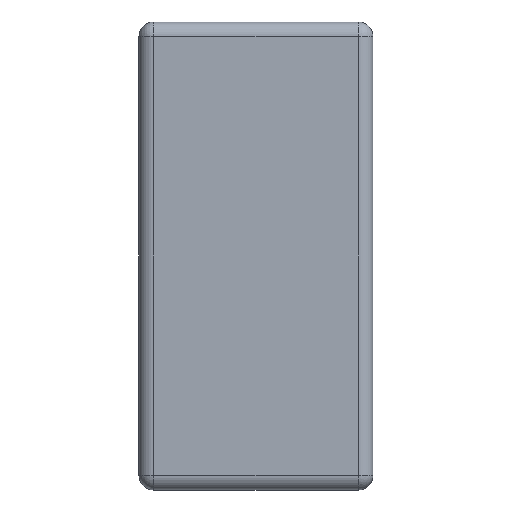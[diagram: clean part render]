
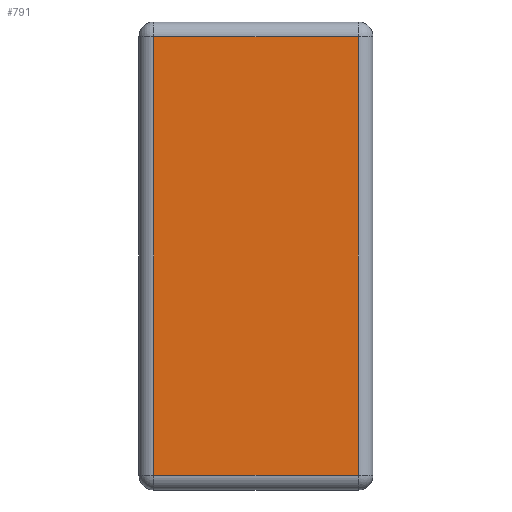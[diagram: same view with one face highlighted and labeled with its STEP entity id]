
A CAD part, left-side view. The second image highlights one B-rep face of the part: STEP entity #791.
In plain terms, the highlighted planar face has unit normal (-1, 0, 0).
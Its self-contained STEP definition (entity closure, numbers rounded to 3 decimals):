
#88 = VERTEX_POINT ( 'NONE', #113 ) ;
#95 = DIRECTION ( 'NONE',  ( 0., 0., 1. ) ) ;
#98 = CARTESIAN_POINT ( 'NONE',  ( -1.25, 1., -1. ) ) ;
#109 = CARTESIAN_POINT ( 'NONE',  ( -1.25, 1., 0.938 ) ) ;
#113 = CARTESIAN_POINT ( 'NONE',  ( -1.25, 0.063, -0.937 ) ) ;
#122 = CARTESIAN_POINT ( 'NONE',  ( -1.25, 0.938, -1. ) ) ;
#167 = CARTESIAN_POINT ( 'NONE',  ( -1.25, 0.063, 0.938 ) ) ;
#222 = DIRECTION ( 'NONE',  ( 0., 1., 0. ) ) ;
#223 = LINE ( 'NONE', #109, #578 ) ;
#275 = VERTEX_POINT ( 'NONE', #167 ) ;
#285 = CARTESIAN_POINT ( 'NONE',  ( -1.25, 0.938, 0.938 ) ) ;
#435 = VECTOR ( 'NONE', #634, 1000. ) ;
#514 = PLANE ( 'NONE',  #568 ) ;
#561 = ORIENTED_EDGE ( 'NONE', *, *, #780, .T. ) ;
#568 = AXIS2_PLACEMENT_3D ( 'NONE', #98, #614, #813 ) ;
#578 = VECTOR ( 'NONE', #222, 1000. ) ;
#588 = VERTEX_POINT ( 'NONE', #285 ) ;
#614 = DIRECTION ( 'NONE',  ( 1., 0., 0. ) ) ;
#634 = DIRECTION ( 'NONE',  ( 0., 0., -1. ) ) ;
#672 = ORIENTED_EDGE ( 'NONE', *, *, #1101, .T. ) ;
#718 = CARTESIAN_POINT ( 'NONE',  ( -1.25, 0.063, -1. ) ) ;
#753 = EDGE_CURVE ( 'NONE', #1264, #88, #788, .T. ) ;
#771 = EDGE_CURVE ( 'NONE', #88, #275, #1185, .T. ) ;
#780 = EDGE_CURVE ( 'NONE', #275, #588, #223, .T. ) ;
#788 = LINE ( 'NONE', #926, #850 ) ;
#791 = ADVANCED_FACE ( 'NONE', ( #1234 ), #514, .F. ) ;
#813 = DIRECTION ( 'NONE',  ( 0., 0., -1. ) ) ;
#850 = VECTOR ( 'NONE', #1018, 1000. ) ;
#896 = LINE ( 'NONE', #122, #435 ) ;
#906 = ORIENTED_EDGE ( 'NONE', *, *, #771, .T. ) ;
#926 = CARTESIAN_POINT ( 'NONE',  ( -1.25, 1., -0.937 ) ) ;
#928 = ORIENTED_EDGE ( 'NONE', *, *, #753, .T. ) ;
#1018 = DIRECTION ( 'NONE',  ( 0., -1., 0. ) ) ;
#1041 = CARTESIAN_POINT ( 'NONE',  ( -1.25, 0.938, -0.937 ) ) ;
#1101 = EDGE_CURVE ( 'NONE', #588, #1264, #896, .T. ) ;
#1157 = VECTOR ( 'NONE', #95, 1000. ) ;
#1160 = EDGE_LOOP ( 'NONE', ( #672, #928, #906, #561 ) ) ;
#1185 = LINE ( 'NONE', #718, #1157 ) ;
#1234 = FACE_OUTER_BOUND ( 'NONE', #1160, .T. ) ;
#1264 = VERTEX_POINT ( 'NONE', #1041 ) ;
